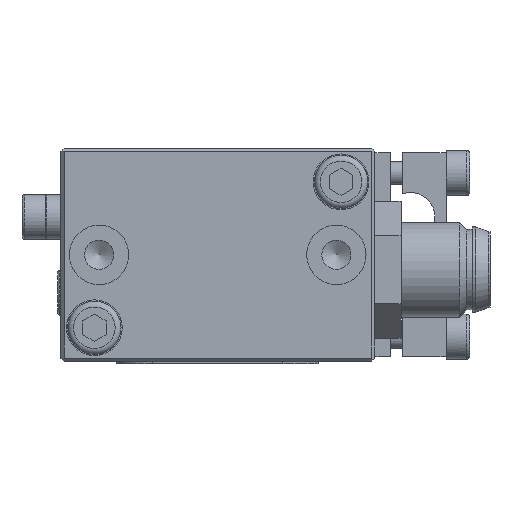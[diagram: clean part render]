
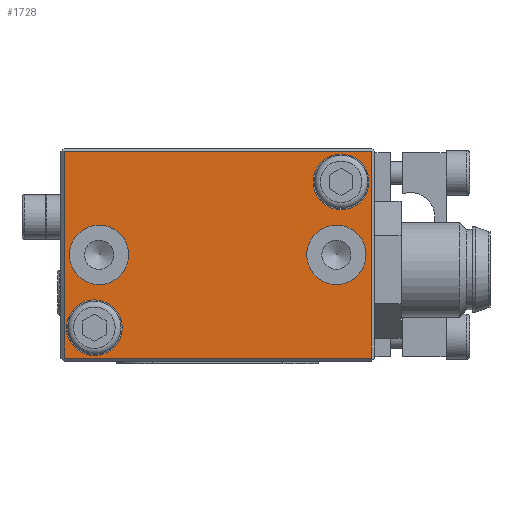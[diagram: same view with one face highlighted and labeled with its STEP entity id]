
A CAD part, front view. The second image highlights one B-rep face of the part: STEP entity #1728.
In plain terms, the highlighted planar face has unit normal (0, -1, 0).
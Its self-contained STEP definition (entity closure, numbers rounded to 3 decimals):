
#1728 = ADVANCED_FACE( '', ( #3571, #3572, #3573, #3574, #3575 ), #3576, .F. );
#3571 = FACE_BOUND( '', #5565, .T. );
#3572 = FACE_BOUND( '', #5566, .T. );
#3573 = FACE_BOUND( '', #5567, .T. );
#3574 = FACE_BOUND( '', #5568, .T. );
#3575 = FACE_OUTER_BOUND( '', #5569, .T. );
#3576 = PLANE( '', #5570 );
#5565 = EDGE_LOOP( '', ( #10023 ) );
#5566 = EDGE_LOOP( '', ( #10024 ) );
#5567 = EDGE_LOOP( '', ( #10025 ) );
#5568 = EDGE_LOOP( '', ( #10026 ) );
#5569 = EDGE_LOOP( '', ( #10027, #10028, #10029, #10030 ) );
#5570 = AXIS2_PLACEMENT_3D( '', #10031, #10032, #10033 );
#10023 = ORIENTED_EDGE( '', *, *, #13253, .T. );
#10024 = ORIENTED_EDGE( '', *, *, #13254, .T. );
#10025 = ORIENTED_EDGE( '', *, *, #13255, .F. );
#10026 = ORIENTED_EDGE( '', *, *, #11773, .F. );
#10027 = ORIENTED_EDGE( '', *, *, #11778, .F. );
#10028 = ORIENTED_EDGE( '', *, *, #12636, .T. );
#10029 = ORIENTED_EDGE( '', *, *, #11644, .T. );
#10030 = ORIENTED_EDGE( '', *, *, #12464, .F. );
#10031 = CARTESIAN_POINT( '', ( 0., 0., 0. ) );
#10032 = DIRECTION( '', ( 0., 1., 0. ) );
#10033 = DIRECTION( '', ( 0., 0., 1. ) );
#11644 = EDGE_CURVE( '', #13872, #13870, #13873, .T. );
#11773 = EDGE_CURVE( '', #14093, #14093, #14094, .T. );
#11778 = EDGE_CURVE( '', #14100, #14102, #14103, .T. );
#12464 = EDGE_CURVE( '', #14102, #13870, #15226, .T. );
#12636 = EDGE_CURVE( '', #14100, #13872, #15470, .T. );
#13253 = EDGE_CURVE( '', #16265, #16265, #16266, .T. );
#13254 = EDGE_CURVE( '', #16267, #16267, #16268, .T. );
#13255 = EDGE_CURVE( '', #16269, #16269, #16270, .T. );
#13870 = VERTEX_POINT( '', #17042 );
#13872 = VERTEX_POINT( '', #17045 );
#13873 = LINE( '', #17046, #17047 );
#14093 = VERTEX_POINT( '', #17342 );
#14094 = CIRCLE( '', #17343, 2.5 );
#14100 = VERTEX_POINT( '', #17350 );
#14102 = VERTEX_POINT( '', #17353 );
#14103 = LINE( '', #17354, #17355 );
#15226 = LINE( '', #18933, #18934 );
#15470 = LINE( '', #19287, #19288 );
#16265 = VERTEX_POINT( '', #20402 );
#16266 = CIRCLE( '', #20403, 2.35 );
#16267 = VERTEX_POINT( '', #20404 );
#16268 = CIRCLE( '', #20405, 2.35 );
#16269 = VERTEX_POINT( '', #20406 );
#16270 = CIRCLE( '', #20407, 2.5 );
#17042 = CARTESIAN_POINT( '', ( -12.95, 0., -8.7 ) );
#17045 = CARTESIAN_POINT( '', ( -12.95, 0., 8.7 ) );
#17046 = CARTESIAN_POINT( '', ( -12.95, 0., 13.25 ) );
#17047 = VECTOR( '', #20955, 1000. );
#17342 = CARTESIAN_POINT( '', ( -10., 0., -2.5 ) );
#17343 = AXIS2_PLACEMENT_3D( '', #21106, #21107, #21108 );
#17350 = CARTESIAN_POINT( '', ( 12.95, 0., 8.7 ) );
#17353 = CARTESIAN_POINT( '', ( 12.95, 0., -8.7 ) );
#17354 = CARTESIAN_POINT( '', ( 12.95, 0., 13.25 ) );
#17355 = VECTOR( '', #21114, 1000. );
#18933 = CARTESIAN_POINT( '', ( 13.25, 0., -8.7 ) );
#18934 = VECTOR( '', #21867, 1000. );
#19287 = CARTESIAN_POINT( '', ( 13.25, 0., 8.7 ) );
#19288 = VECTOR( '', #22028, 1000. );
#20402 = CARTESIAN_POINT( '', ( 10.4, 0., 8.5 ) );
#20403 = AXIS2_PLACEMENT_3D( '', #22603, #22604, #22605 );
#20404 = CARTESIAN_POINT( '', ( -10.4, 0., -3.8 ) );
#20405 = AXIS2_PLACEMENT_3D( '', #22606, #22607, #22608 );
#20406 = CARTESIAN_POINT( '', ( 10., 0., -2.5 ) );
#20407 = AXIS2_PLACEMENT_3D( '', #22609, #22610, #22611 );
#20955 = DIRECTION( '', ( 0., 0., -1. ) );
#21106 = CARTESIAN_POINT( '', ( -10., 0., 0. ) );
#21107 = DIRECTION( '', ( 0., -1., 0. ) );
#21108 = DIRECTION( '', ( 0., 0., -1. ) );
#21114 = DIRECTION( '', ( 0., 0., -1. ) );
#21867 = DIRECTION( '', ( -1., 0., 0. ) );
#22028 = DIRECTION( '', ( -1., 0., 0. ) );
#22603 = CARTESIAN_POINT( '', ( 10.4, 0., 6.15 ) );
#22604 = DIRECTION( '', ( 0., 1., 0. ) );
#22605 = DIRECTION( '', ( 0., 0., 1. ) );
#22606 = CARTESIAN_POINT( '', ( -10.4, 0., -6.15 ) );
#22607 = DIRECTION( '', ( 0., 1., 0. ) );
#22608 = DIRECTION( '', ( 0., 0., 1. ) );
#22609 = CARTESIAN_POINT( '', ( 10., 0., 0. ) );
#22610 = DIRECTION( '', ( 0., -1., 0. ) );
#22611 = DIRECTION( '', ( 0., 0., -1. ) );
